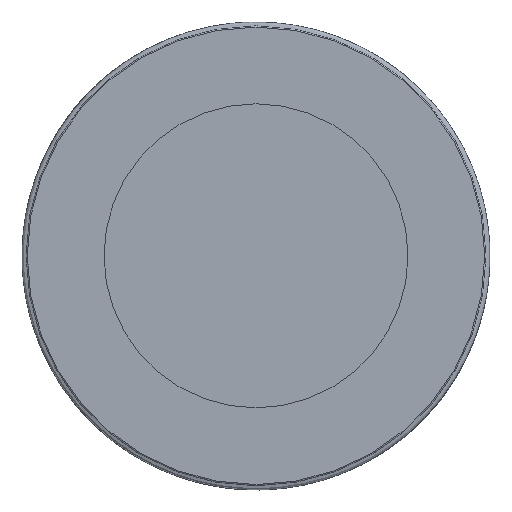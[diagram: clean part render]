
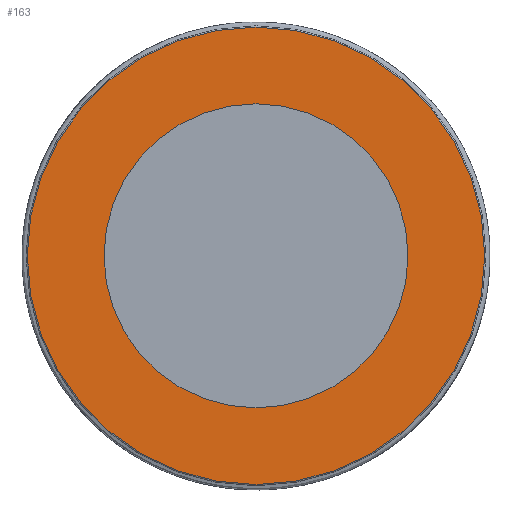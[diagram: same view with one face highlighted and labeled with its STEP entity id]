
A CAD part, top view. The second image highlights one B-rep face of the part: STEP entity #163.
In plain terms, the highlighted planar face has unit normal (0, 0, 1).
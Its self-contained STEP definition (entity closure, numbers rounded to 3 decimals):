
#135=PLANE('',#689);
#163=ADVANCED_FACE('CLONE_TP_FACE',(#204,#205),#135,.F.);
#204=FACE_BOUND('',#242,.T.);
#205=FACE_BOUND('',#243,.T.);
#242=EDGE_LOOP('',(#278));
#243=EDGE_LOOP('',(#279));
#278=ORIENTED_EDGE('',*,*,#318,.F.);
#279=ORIENTED_EDGE('',*,*,#303,.T.);
#282=VERTEX_POINT('',#914);
#297=VERTEX_POINT('',#960);
#303=EDGE_CURVE('',#282,#282,#321,.T.);
#318=EDGE_CURVE('',#297,#297,#336,.T.);
#321=CIRCLE('',#655,97.834);
#336=CIRCLE('',#686,65.);
#655=AXIS2_PLACEMENT_3D('',#913,#762,#763);
#686=AXIS2_PLACEMENT_3D('',#959,#824,#825);
#689=AXIS2_PLACEMENT_3D('',#964,#830,#831);
#762=DIRECTION('',(0.,0.,1.));
#763=DIRECTION('',(-1.,0.,0.));
#824=DIRECTION('',(0.,0.,1.));
#825=DIRECTION('',(1.,0.,0.));
#830=DIRECTION('',(0.,0.,-1.));
#831=DIRECTION('',(-1.,0.,0.));
#913=CARTESIAN_POINT('',(0.,0.,-0.4));
#914=CARTESIAN_POINT('',(-97.834,0.,-0.4));
#959=CARTESIAN_POINT('',(0.,0.,-0.4));
#960=CARTESIAN_POINT('',(65.,0.,-0.4));
#964=CARTESIAN_POINT('',(-113.334,0.,-0.4));
